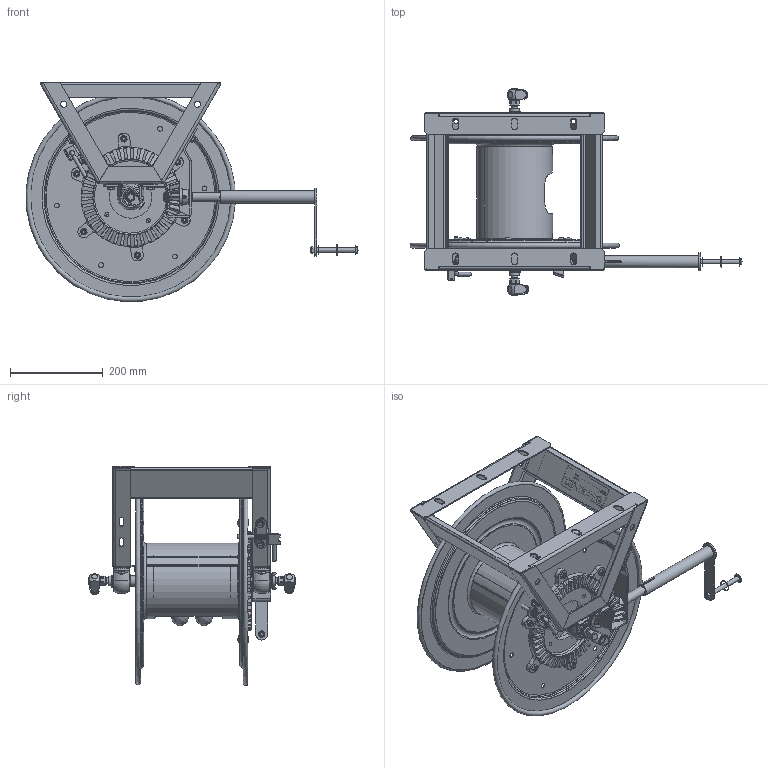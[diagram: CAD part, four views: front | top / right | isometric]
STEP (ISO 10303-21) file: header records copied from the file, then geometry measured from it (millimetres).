
FILE_DESCRIPTION(/* description */ (''),/* implementation_level */ '2;1');
FILE_NAME(/* name */ '1275HPL-4-8-C_SHARED.stp',/* time_stamp */ '2020-03-16T13:22:04-07:00',/* author */ ('NMelton'),/* organization */ (''),/* preprocessor_version */ 'ST-DEVELOPER v17',/* originating_system */ 'Autodesk Inventor 2019',/* authorisation */ '');
FILE_SCHEMA (('AUTOMOTIVE_DESIGN { 1 0 10303 214 3 1 1 }'));
Products named in the file (1): 1275HPL-4-8-C_SHARED
Bounding box: 714.03 x 444.75 x 471.4 mm (x, y, z)
Surface area: 1662959.6 mm2 (no closed solid volume)
Topology: 0 solids, 191 shells, 2191 faces, 7580 edges, 5357 vertices
Faces by surface type: plane 956, cylinder 476, cone 310, bspline 273, torus 134, sphere 42
Full cylindrical faces by diameter (mm): 1.245 x4, 1.321 x7, 2.54 x1, 3.048 x1, 6.35 x2, 6.477 x1, 6.909 x1, 6.985 x4, 7.925 x4, 7.937 x6, 7.938 x9, 8.382 x1, 8.712 x4, 8.738 x1, 8.763 x1, 9.271 x1, 10.414 x6, 10.439 x1, 10.541 x1, 10.592 x2, 11.43 x7, 12.192 x9, 12.7 x6, 12.859 x4, 13.398 x2, 13.462 x4, 13.868 x2, 14.186 x4, 15.875 x2, 16.764 x1
Entity records: 97429 total; most frequent: CARTESIAN_POINT 32688, ORIENTED_EDGE 12351, DIRECTION 12178, EDGE_CURVE 7521, VERTEX_POINT 5358, AXIS2_PLACEMENT_3D 4389, LINE 3400, VECTOR 3400
